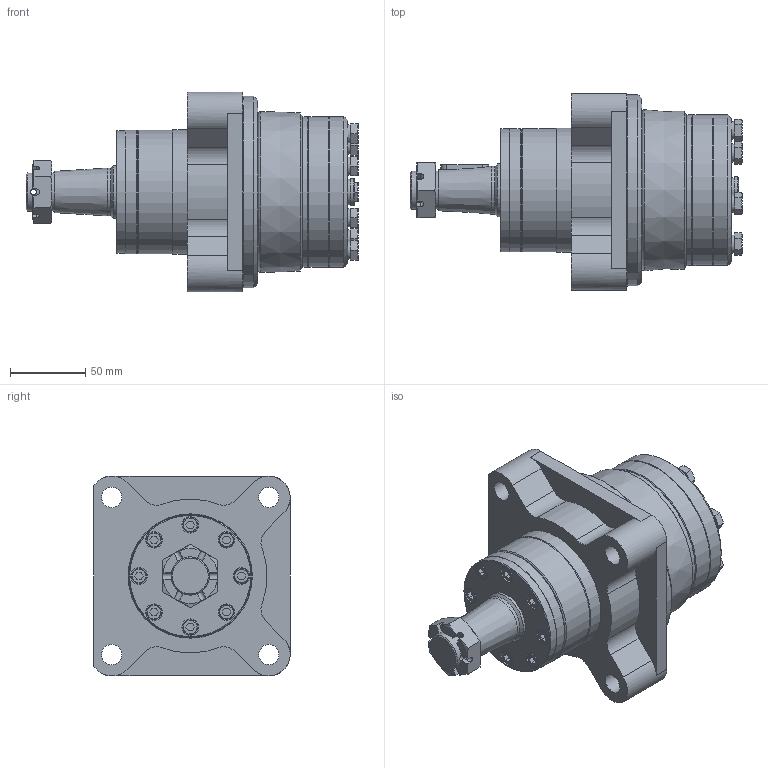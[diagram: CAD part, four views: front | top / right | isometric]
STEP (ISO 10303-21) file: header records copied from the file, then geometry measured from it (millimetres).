
FILE_DESCRIPTION(/* description */ ('STEP AP214'),/* implementation_level */ '2;1');
FILE_NAME(/* name */ 'RW80OBUKP',/* time_stamp */ '2023-03-09T11:46:30+01:00',/* author */ ('License CC BY-ND 4.0'),/* organization */ ('CADENAS'),/* preprocessor_version */ 'ST-DEVELOPER v18.102',/* originating_system */ 'PARTsolutions',/* authorisation */ ' ');
FILE_SCHEMA (('AUTOMOTIVE_DESIGN {1 0 10303 214 3 1 1}'));
Length unit declared in the file: millimetre
Products named in the file (4): RW80OBUKP; RW80D; RWOB; RWMF
Assembly tree (3 placements, depth 2):
  RW80OBUKP
    RW80D
    RWOB
    RWMF
Bounding box: 220.5 x 130.35 x 132.7 mm (x, y, z)
Volume: 1410246.1 mm3; surface area: 136210.4 mm2
Topology: 3 solids, 3 shells, 358 faces, 812 edges, 516 vertices
Faces by surface type: plane 199, cone 79, cylinder 75, torus 5
Full cylindrical faces by diameter (mm): 4 x1, 10 x8, 11 x8, 11.6 x7, 12 x7, 13.5 x4, 16.9 x1, 18 x1, 18.631 x2, 25.4 x2, 31.77 x1, 35 x2, 81.5 x1, 82 x2, 82.5 x1, 100 x3, 127 x1
Entity records: 9708 total; most frequent: CARTESIAN_POINT 2023, DIRECTION 1534, ORIENTED_EDGE 1434, EDGE_CURVE 717, AXIS2_PLACEMENT_3D 589, FACE_BOUND 508, EDGE_LOOP 506, VERTEX_POINT 505
